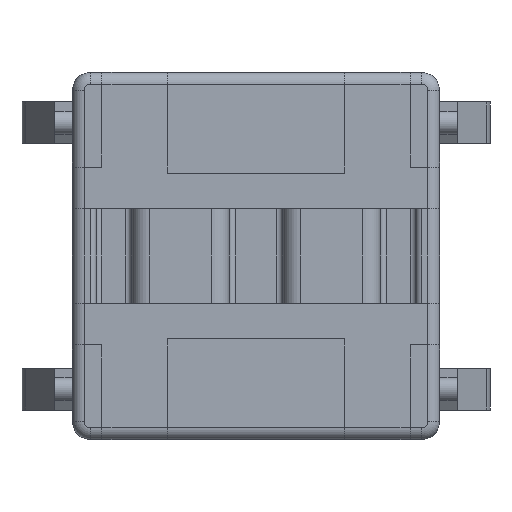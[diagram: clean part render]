
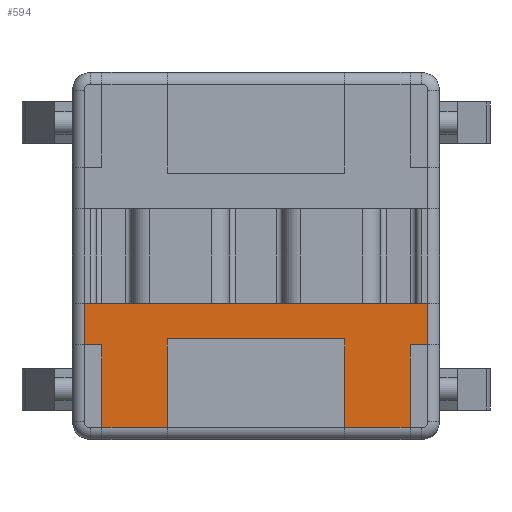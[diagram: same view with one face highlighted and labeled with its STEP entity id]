
A CAD part, front view. The second image highlights one B-rep face of the part: STEP entity #594.
In plain terms, the highlighted planar face has unit normal (0, -1, 0).
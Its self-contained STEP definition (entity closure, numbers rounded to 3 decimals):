
#594=ADVANCED_FACE('NONE',(#1285),#1286,.T.);
#1285=FACE_OUTER_BOUND('',#2070,.T.);
#1286=PLANE('',#2071);
#2070=EDGE_LOOP('',(#3676,#3677,#3678,#3679,#3680,#3681,#3682,#3683,#3684,#3685,#3686,#3687));
#2071=AXIS2_PLACEMENT_3D('',#3688,#3689,#3690);
#3676=ORIENTED_EDGE('',*,*,#5382,.T.);
#3677=ORIENTED_EDGE('',*,*,#5383,.T.);
#3678=ORIENTED_EDGE('',*,*,#5384,.T.);
#3679=ORIENTED_EDGE('',*,*,#5385,.T.);
#3680=ORIENTED_EDGE('',*,*,#5386,.T.);
#3681=ORIENTED_EDGE('',*,*,#5387,.F.);
#3682=ORIENTED_EDGE('',*,*,#5388,.F.);
#3683=ORIENTED_EDGE('',*,*,#5389,.F.);
#3684=ORIENTED_EDGE('',*,*,#5390,.F.);
#3685=ORIENTED_EDGE('',*,*,#5391,.F.);
#3686=ORIENTED_EDGE('',*,*,#5131,.T.);
#3687=ORIENTED_EDGE('',*,*,#5392,.T.);
#3688=CARTESIAN_POINT('',(2.8,0.0,-2.8));
#3689=DIRECTION('',(0.0,-1.0,0.0));
#3690=DIRECTION('',(0.0,0.0,-1.0));
#5131=EDGE_CURVE('NONE',#6311,#6312,#6313,.T.);
#5382=EDGE_CURVE('NONE',#6675,#6676,#6677,.T.);
#5383=EDGE_CURVE('NONE',#6676,#6678,#6679,.T.);
#5384=EDGE_CURVE('NONE',#6678,#6680,#6681,.T.);
#5385=EDGE_CURVE('NONE',#6680,#6682,#6683,.T.);
#5386=EDGE_CURVE('NONE',#6682,#6684,#6685,.T.);
#5387=EDGE_CURVE('NONE',#6686,#6684,#6687,.T.);
#5388=EDGE_CURVE('NONE',#6688,#6686,#6689,.T.);
#5389=EDGE_CURVE('NONE',#6690,#6688,#6691,.T.);
#5390=EDGE_CURVE('NONE',#6692,#6690,#6693,.T.);
#5391=EDGE_CURVE('NONE',#6311,#6692,#6694,.T.);
#5392=EDGE_CURVE('NONE',#6312,#6675,#6695,.T.);
#6311=VERTEX_POINT('NONE',#7869);
#6312=VERTEX_POINT('NONE',#7870);
#6313=LINE('',#7871,#7872);
#6675=VERTEX_POINT('NONE',#8361);
#6676=VERTEX_POINT('NONE',#8362);
#6677=LINE('',#8363,#8364);
#6678=VERTEX_POINT('NONE',#8365);
#6679=LINE('',#8366,#8367);
#6680=VERTEX_POINT('NONE',#8368);
#6681=LINE('',#8369,#8370);
#6682=VERTEX_POINT('NONE',#8371);
#6683=LINE('',#8372,#8373);
#6684=VERTEX_POINT('NONE',#8374);
#6685=LINE('',#8375,#8376);
#6686=VERTEX_POINT('NONE',#8377);
#6687=LINE('',#8378,#8379);
#6688=VERTEX_POINT('NONE',#8380);
#6689=LINE('',#8381,#8382);
#6690=VERTEX_POINT('NONE',#8383);
#6691=LINE('',#8384,#8385);
#6692=VERTEX_POINT('NONE',#8386);
#6693=LINE('',#8387,#8388);
#6694=LINE('',#8389,#8390);
#6695=LINE('',#8391,#8392);
#7869=CARTESIAN_POINT('',(-1.5,0.0,-1.4));
#7870=CARTESIAN_POINT('',(1.5,0.0,-1.4));
#7871=CARTESIAN_POINT('',(1.5,0.0,-1.4));
#7872=VECTOR('',#9638,1000.0);
#8361=CARTESIAN_POINT('',(1.5,0.0,-2.9));
#8362=CARTESIAN_POINT('',(2.6,0.0,-2.9));
#8363=CARTESIAN_POINT('',(2.8,0.0,-2.9));
#8364=VECTOR('',#9934,1000.0);
#8365=CARTESIAN_POINT('',(2.6,0.0,-1.5));
#8366=CARTESIAN_POINT('',(2.6,0.0,-1.5));
#8367=VECTOR('',#9935,1000.0);
#8368=CARTESIAN_POINT('',(2.9,0.0,-1.5));
#8369=CARTESIAN_POINT('',(3.1,0.0,-1.5));
#8370=VECTOR('',#9936,1000.0);
#8371=CARTESIAN_POINT('',(2.9,0.0,-0.8));
#8372=CARTESIAN_POINT('',(2.9,0.0,0.0));
#8373=VECTOR('',#9937,1000.0);
#8374=CARTESIAN_POINT('',(-2.9,0.0,-0.8));
#8375=CARTESIAN_POINT('',(0.0,0.0,-0.8));
#8376=VECTOR('',#9938,1000.0);
#8377=CARTESIAN_POINT('',(-2.9,0.0,-1.5));
#8378=CARTESIAN_POINT('',(-2.9,0.0,0.0));
#8379=VECTOR('',#9939,1000.0);
#8380=CARTESIAN_POINT('',(-2.6,0.0,-1.5));
#8381=CARTESIAN_POINT('',(-3.1,0.0,-1.5));
#8382=VECTOR('',#9940,1000.0);
#8383=CARTESIAN_POINT('',(-2.6,0.0,-2.9));
#8384=CARTESIAN_POINT('',(-2.6,0.0,-1.5));
#8385=VECTOR('',#9941,1000.0);
#8386=CARTESIAN_POINT('',(-1.5,0.0,-2.9));
#8387=CARTESIAN_POINT('',(-2.8,0.0,-2.9));
#8388=VECTOR('',#9942,1000.0);
#8389=CARTESIAN_POINT('',(-1.5,0.0,-3.1));
#8390=VECTOR('',#9943,1000.0);
#8391=CARTESIAN_POINT('',(1.5,0.0,-3.1));
#8392=VECTOR('',#9944,1000.0);
#9638=DIRECTION('',(1.0,0.0,0.));
#9934=DIRECTION('',(1.0,0.0,0.0));
#9935=DIRECTION('',(0.0,0.0,1.0));
#9936=DIRECTION('',(1.0,0.0,0.0));
#9937=DIRECTION('',(0.0,0.0,1.0));
#9938=DIRECTION('',(-1.0,0.0,0.0));
#9939=DIRECTION('',(0.0,0.0,1.0));
#9940=DIRECTION('',(-1.0,0.0,0.0));
#9941=DIRECTION('',(0.0,0.0,1.0));
#9942=DIRECTION('',(-1.0,0.0,0.0));
#9943=DIRECTION('',(0.,0.0,-1.0));
#9944=DIRECTION('',(0.,0.0,-1.0));
